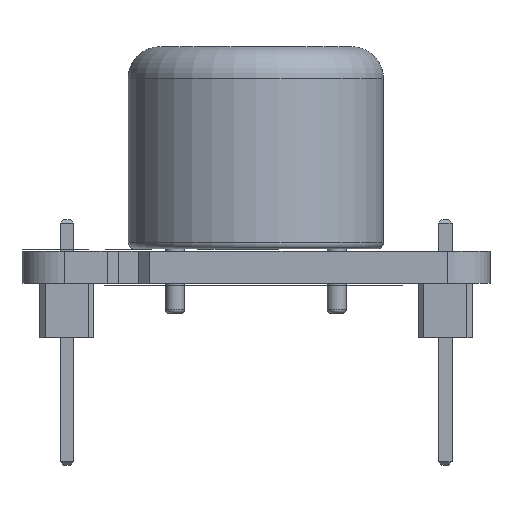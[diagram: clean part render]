
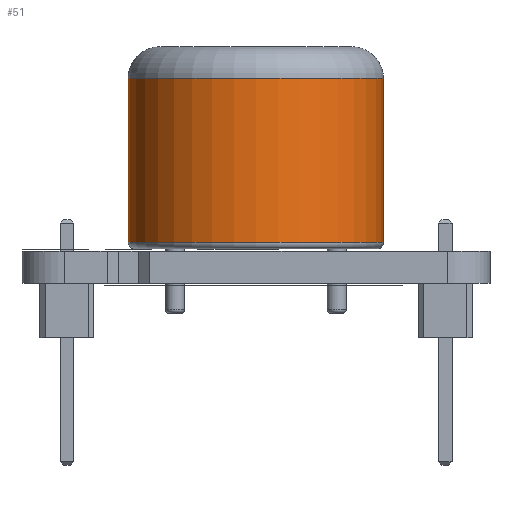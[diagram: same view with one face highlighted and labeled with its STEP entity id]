
A CAD part, left-side view. The second image highlights one B-rep face of the part: STEP entity #51.
In plain terms, the highlighted cylindrical face has radius 6 mm (diameter 12 mm), a full revolution.
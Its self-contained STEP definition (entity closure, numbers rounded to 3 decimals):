
#51 = ADVANCED_FACE('',(#52),#79,.T.);
#52 = FACE_BOUND('',#53,.T.);
#53 = EDGE_LOOP('',(#54,#63,#71,#78));
#54 = ORIENTED_EDGE('',*,*,#55,.T.);
#55 = EDGE_CURVE('',#56,#56,#58,.T.);
#56 = VERTEX_POINT('',#57);
#57 = CARTESIAN_POINT('',(9.8,0.,0.33));
#58 = CIRCLE('',#59,6.);
#59 = AXIS2_PLACEMENT_3D('',#60,#61,#62);
#60 = CARTESIAN_POINT('',(3.8,0.,0.33));
#61 = DIRECTION('',(0.,0.,1.));
#62 = DIRECTION('',(1.,0.,0.));
#63 = ORIENTED_EDGE('',*,*,#64,.T.);
#64 = EDGE_CURVE('',#56,#65,#67,.T.);
#65 = VERTEX_POINT('',#66);
#66 = CARTESIAN_POINT('',(9.8,0.,8.049));
#67 = LINE('',#68,#69);
#68 = CARTESIAN_POINT('',(9.8,0.,0.03));
#69 = VECTOR('',#70,1.);
#70 = DIRECTION('',(0.,0.,1.));
#71 = ORIENTED_EDGE('',*,*,#72,.F.);
#72 = EDGE_CURVE('',#65,#65,#73,.T.);
#73 = CIRCLE('',#74,6.);
#74 = AXIS2_PLACEMENT_3D('',#75,#76,#77);
#75 = CARTESIAN_POINT('',(3.8,0.,8.049));
#76 = DIRECTION('',(0.,0.,1.));
#77 = DIRECTION('',(1.,0.,0.));
#78 = ORIENTED_EDGE('',*,*,#64,.F.);
#79 = CYLINDRICAL_SURFACE('',#80,6.);
#80 = AXIS2_PLACEMENT_3D('',#81,#82,#83);
#81 = CARTESIAN_POINT('',(3.8,0.,0.03));
#82 = DIRECTION('',(-0.,-0.,-1.));
#83 = DIRECTION('',(1.,0.,0.));
